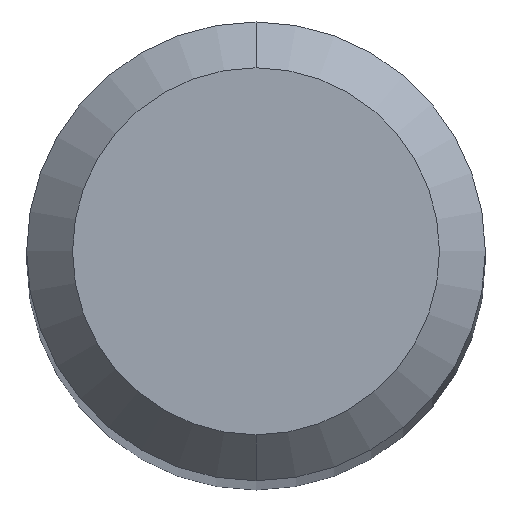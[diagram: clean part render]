
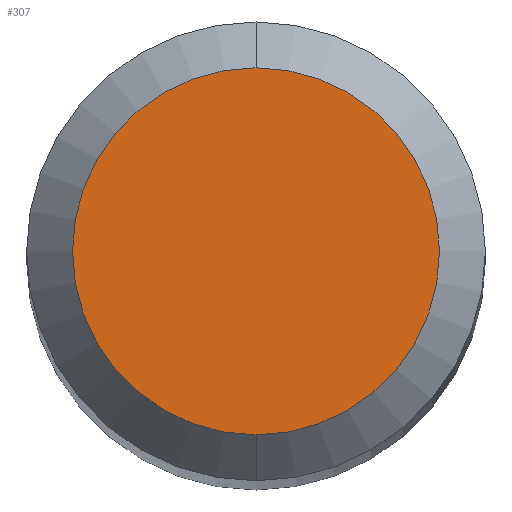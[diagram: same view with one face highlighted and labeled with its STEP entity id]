
A CAD part, top view. The second image highlights one B-rep face of the part: STEP entity #307.
In plain terms, the highlighted planar face has unit normal (0, 0, 1).
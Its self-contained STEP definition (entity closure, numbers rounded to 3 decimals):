
#239=EDGE_CURVE('',#295,#399,#540,.T.);
#295=VERTEX_POINT('',#600);
#307=ADVANCED_FACE('',(#614),#615,.T.);
#321=EDGE_CURVE('',#399,#295,#630,.T.);
#399=VERTEX_POINT('',#715);
#540=CIRCLE('',#954,1.2);
#600=CARTESIAN_POINT('',(0.,-1.2,33.814));
#614=FACE_OUTER_BOUND('',#1137,.T.);
#615=PLANE('',#1138);
#630=CIRCLE('',#1184,1.2);
#715=CARTESIAN_POINT('',(0.0,1.2,33.814));
#954=AXIS2_PLACEMENT_3D('',#1537,#1538,#1539);
#1137=EDGE_LOOP('',(#1622,#1623));
#1138=AXIS2_PLACEMENT_3D('',#1624,#1625,#1626);
#1184=AXIS2_PLACEMENT_3D('',#1639,#1640,#1641);
#1537=CARTESIAN_POINT('',(0.0,0.0,33.814));
#1538=DIRECTION('',(0.0,0.0,-1.0));
#1539=DIRECTION('',(0.0,1.0,0.0));
#1622=ORIENTED_EDGE('',*,*,#321,.F.);
#1623=ORIENTED_EDGE('',*,*,#239,.F.);
#1624=CARTESIAN_POINT('',(0.0,0.6,33.814));
#1625=DIRECTION('',(-0.0,0.0,1.0));
#1626=DIRECTION('',(0.0,-1.0,0.0));
#1639=CARTESIAN_POINT('',(0.0,0.0,33.814));
#1640=DIRECTION('',(0.0,0.0,-1.0));
#1641=DIRECTION('',(0.0,1.0,0.0));
